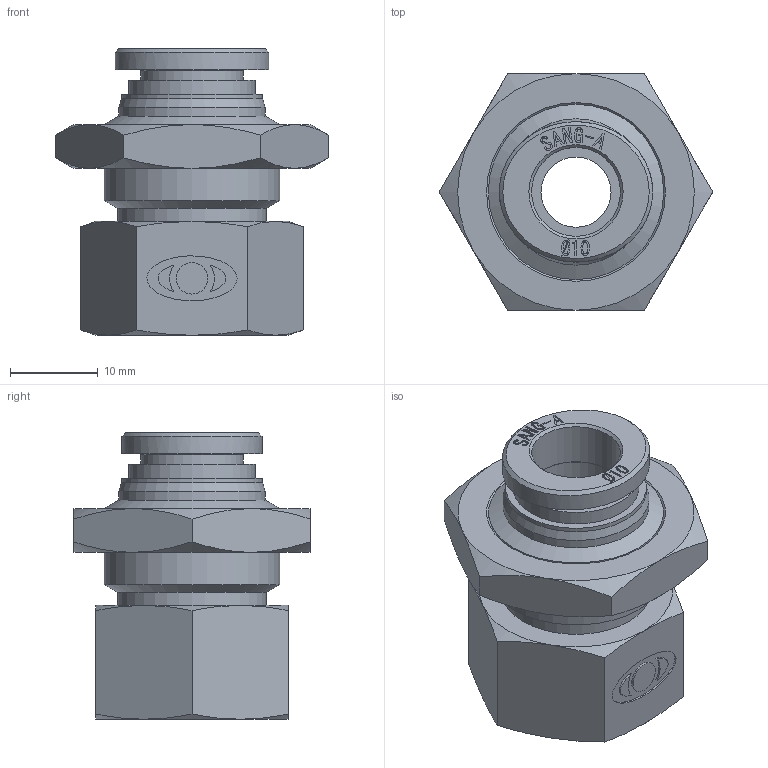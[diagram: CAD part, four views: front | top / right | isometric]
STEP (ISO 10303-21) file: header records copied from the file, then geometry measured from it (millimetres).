
FILE_DESCRIPTION((''),'2;1');
FILE_NAME('F-PMF 1002.stp','2021-02-24T17:27:30',('Administrator'),(''),'Autodesk Inventor 2013','Autodesk Inventor 2013','');
FILE_SCHEMA(('CONFIG_CONTROL_DESIGN'));
Length unit declared in the file: millimetre
Products named in the file (4): F-PMF 1002; F-SLEEVE 10(SUS); F-PMF BODY 1002; NUT 10
Assembly tree (3 placements, depth 2):
  F-PMF 1002
    F-SLEEVE 10(SUS)
    F-PMF BODY 1002
    NUT 10
Bounding box: 31.18 x 27 x 32.7 mm (x, y, z)
Volume: 9231.9 mm3; surface area: 5684.6 mm2
Topology: 3 solids, 3 shells, 278 faces, 696 edges, 453 vertices
Faces by surface type: plane 148, bspline 84, cone 33, cylinder 13
Full cylindrical faces by diameter (mm): 3.598 x1, 8 x1, 10.15 x1, 10.2 x1, 11.7 x1, 14.4 x1, 16.05 x1, 16.7 x1, 17 x1, 19.2 x1, 20 x1
Entity records: 8446 total; most frequent: CARTESIAN_POINT 2408, ORIENTED_EDGE 1346, DIRECTION 931, EDGE_CURVE 673, VERTEX_POINT 450, VECTOR 401, LINE 401, EDGE_LOOP 333
